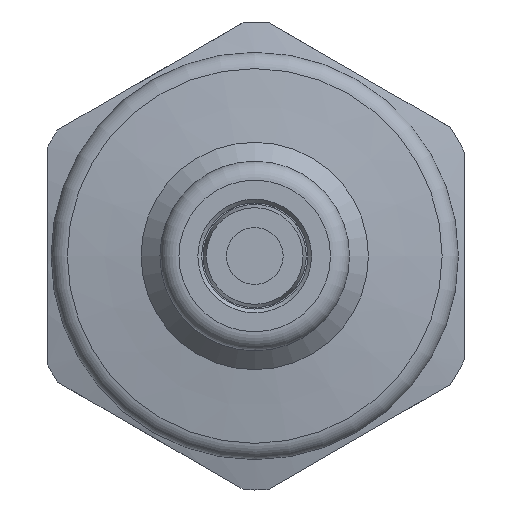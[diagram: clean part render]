
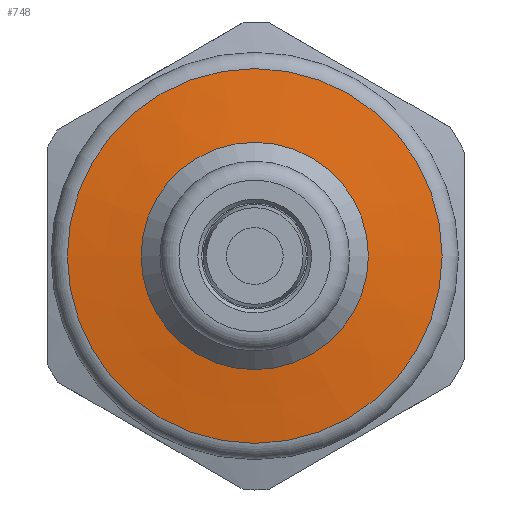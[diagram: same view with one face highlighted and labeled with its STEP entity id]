
A CAD part, left-side view. The second image highlights one B-rep face of the part: STEP entity #748.
In plain terms, the highlighted conical face has half-angle 82 degrees and reference radius 8.375 mm.
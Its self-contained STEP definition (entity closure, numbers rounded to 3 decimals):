
#30=CONICAL_SURFACE('',#840,8.375,1.431);
#50=LINE('',#1217,#84);
#84=VECTOR('',#990,8.375);
#190=FACE_OUTER_BOUND('',#236,.T.);
#236=EDGE_LOOP('',(#561,#562,#563,#564,#565));
#278=CIRCLE('',#811,6.);
#299=CIRCLE('',#841,9.889);
#300=CIRCLE('',#842,9.889);
#336=VERTEX_POINT('',#1160);
#354=VERTEX_POINT('',#1214);
#355=VERTEX_POINT('',#1215);
#406=EDGE_CURVE('',#336,#336,#278,.T.);
#433=EDGE_CURVE('',#354,#355,#299,.T.);
#434=EDGE_CURVE('',#354,#336,#50,.T.);
#435=EDGE_CURVE('',#355,#354,#300,.T.);
#561=ORIENTED_EDGE('',*,*,#433,.F.);
#562=ORIENTED_EDGE('',*,*,#434,.T.);
#563=ORIENTED_EDGE('',*,*,#406,.T.);
#564=ORIENTED_EDGE('',*,*,#434,.F.);
#565=ORIENTED_EDGE('',*,*,#435,.F.);
#748=ADVANCED_FACE('',(#190),#30,.T.);
#811=AXIS2_PLACEMENT_3D('',#1161,#922,#923);
#840=AXIS2_PLACEMENT_3D('',#1213,#986,#987);
#841=AXIS2_PLACEMENT_3D('',#1216,#988,#989);
#842=AXIS2_PLACEMENT_3D('',#1218,#991,#992);
#922=DIRECTION('center_axis',(1.,0.,0.));
#923=DIRECTION('ref_axis',(0.,1.,0.));
#986=DIRECTION('center_axis',(1.,0.,0.));
#987=DIRECTION('ref_axis',(0.,1.,0.));
#988=DIRECTION('center_axis',(1.,0.,0.));
#989=DIRECTION('ref_axis',(0.,-1.,0.));
#990=DIRECTION('',(-0.139,0.99,0.));
#991=DIRECTION('center_axis',(1.,0.,0.));
#992=DIRECTION('ref_axis',(0.,-1.,0.));
#1160=CARTESIAN_POINT('',(20.,-6.,0.));
#1161=CARTESIAN_POINT('Origin',(20.,0.,0.));
#1213=CARTESIAN_POINT('Origin',(20.334,0.,0.));
#1214=CARTESIAN_POINT('',(20.547,-9.889,0.));
#1215=CARTESIAN_POINT('',(20.547,0.,9.889));
#1216=CARTESIAN_POINT('Origin',(20.547,0.,0.));
#1217=CARTESIAN_POINT('',(20.334,-8.375,0.));
#1218=CARTESIAN_POINT('Origin',(20.547,0.,0.));
